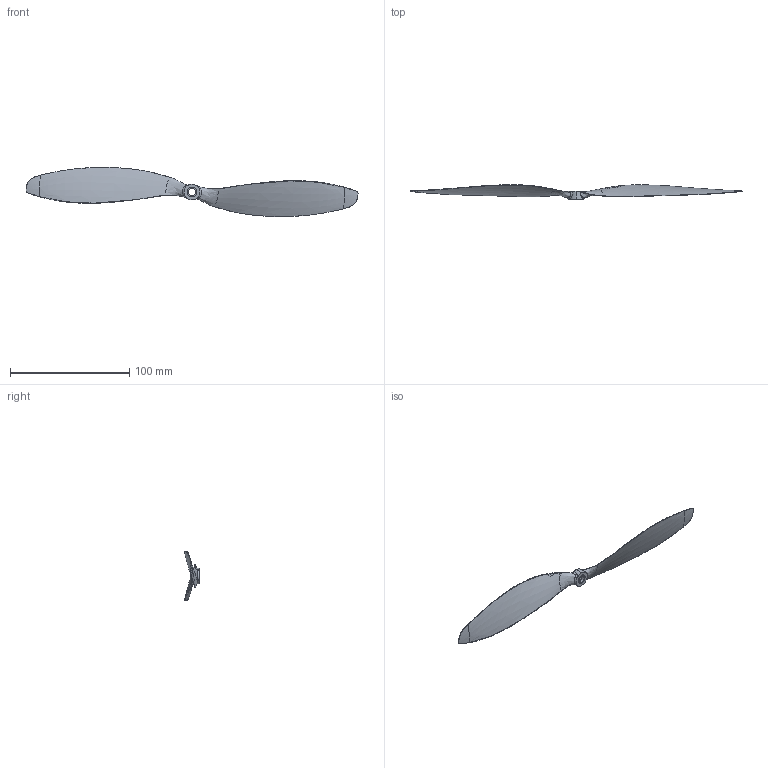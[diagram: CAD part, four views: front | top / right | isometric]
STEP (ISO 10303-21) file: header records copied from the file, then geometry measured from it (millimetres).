
FILE_DESCRIPTION (( 'STEP AP214' ), '1' );
FILE_NAME ('GEMFAN 11x4.7.STEP', '2012-07-24T16:42:46', ( 'Igor Lins e Silva' ), ( '' ), 'SwSTEP 2.0', 'SolidWorks 2012', '' );
FILE_SCHEMA (( 'AUTOMOTIVE_DESIGN' ));
Length unit declared in the file: millimetre
Products named in the file (1): GEMFAN 11x4.7
Bounding box: 278.44 x 12.11 x 41.48 mm (x, y, z)
Volume: 9516.4 mm3; surface area: 13677.1 mm2
Topology: 2 solids, 2 shells, 246 faces, 653 edges, 427 vertices
Faces by surface type: bspline 125, plane 106, cylinder 13, torus 2
Entity records: 19140 total; most frequent: CARTESIAN_POINT 14195, ORIENTED_EDGE 1306, EDGE_CURVE 653, DIRECTION 514, B_SPLINE_CURVE_WITH_KNOTS 429, VERTEX_POINT 427, EDGE_LOOP 266, FACE_OUTER_BOUND 246
